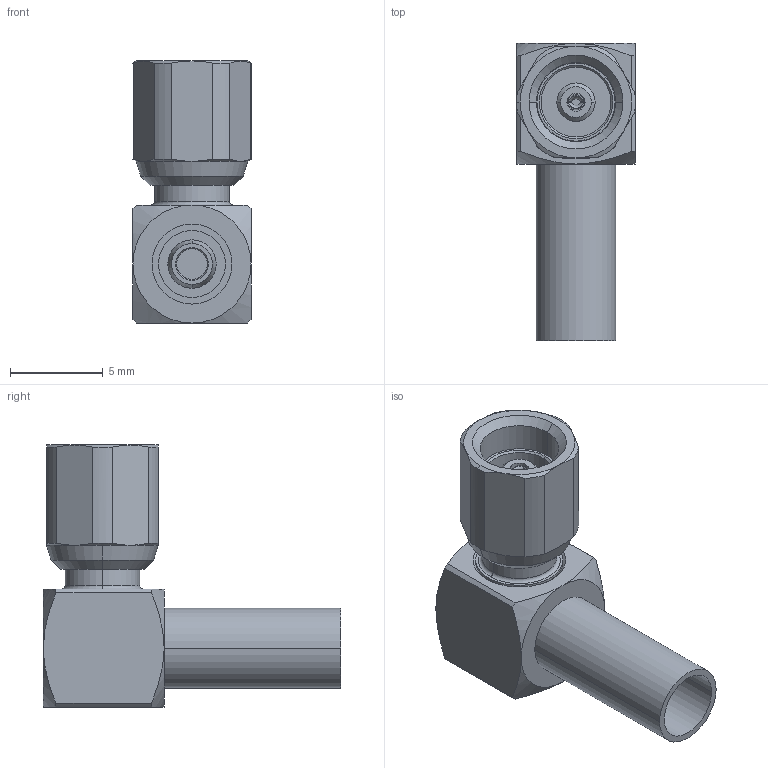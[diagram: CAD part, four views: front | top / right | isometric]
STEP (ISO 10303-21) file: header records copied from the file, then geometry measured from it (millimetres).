
FILE_DESCRIPTION (( 'STEP AP214' ), '1' );
FILE_NAME ('J01171A0191.STEP', '2018-11-14T15:17:41', ( '' ), ( '' ), 'SwSTEP 2.0', 'SolidWorks 2017', '' );
FILE_SCHEMA (( 'AUTOMOTIVE_DESIGN' ));
Length unit declared in the file: millimetre
Products named in the file (1): J01171A0191
Bounding box: 6.4 x 16 x 14.1 mm (x, y, z)
Volume: 519.5 mm3; surface area: 687.9 mm2
Topology: 1 solids, 1 shells, 118 faces, 261 edges, 160 vertices
Faces by surface type: cone 42, cylinder 41, plane 31, torus 4
Entity records: 4617 total; most frequent: CARTESIAN_POINT 742, DIRECTION 575, ORIENTED_EDGE 522, EDGE_CURVE 261, AXIS2_PLACEMENT_3D 245, VERTEX_POINT 160, EDGE_LOOP 133, CIRCLE 126
